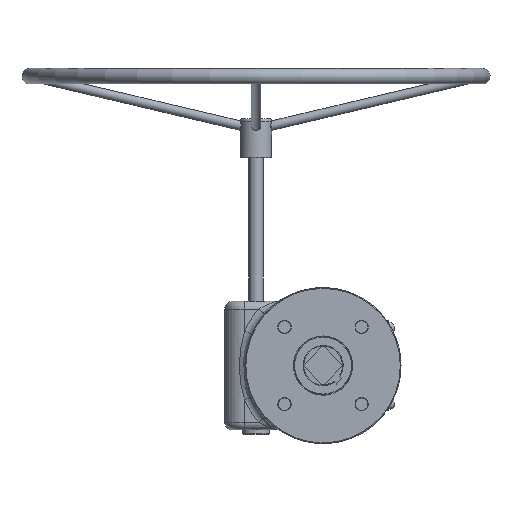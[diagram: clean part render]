
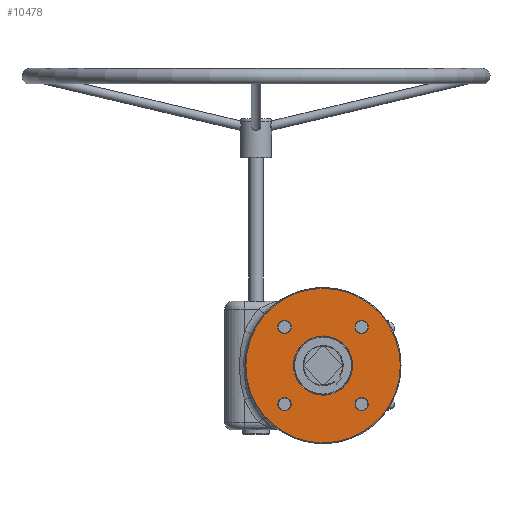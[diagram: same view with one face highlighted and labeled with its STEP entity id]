
A CAD part, front view. The second image highlights one B-rep face of the part: STEP entity #10478.
In plain terms, the highlighted face is planar.
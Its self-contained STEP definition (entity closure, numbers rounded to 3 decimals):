
#113=FACE_BOUND('',#3235,.T.);
#114=FACE_BOUND('',#3236,.T.);
#115=FACE_BOUND('',#3237,.T.);
#116=FACE_BOUND('',#3238,.T.);
#117=FACE_BOUND('',#3239,.T.);
#388=PLANE('',#11071);
#2631=FACE_OUTER_BOUND('',#3234,.T.);
#3234=EDGE_LOOP('',(#8510));
#3235=EDGE_LOOP('',(#8511));
#3236=EDGE_LOOP('',(#8512));
#3237=EDGE_LOOP('',(#8513));
#3238=EDGE_LOOP('',(#8514));
#3239=EDGE_LOOP('',(#8515));
#3842=CIRCLE('',#11068,8.5);
#3845=CIRCLE('',#11072,99.);
#3846=CIRCLE('',#11073,8.5);
#3847=CIRCLE('',#11074,8.5);
#3848=CIRCLE('',#11075,38.);
#3849=CIRCLE('',#11076,8.5);
#4760=VERTEX_POINT('',#18839);
#4763=VERTEX_POINT('',#18847);
#4764=VERTEX_POINT('',#18849);
#4765=VERTEX_POINT('',#18851);
#4766=VERTEX_POINT('',#18853);
#4767=VERTEX_POINT('',#18855);
#6058=EDGE_CURVE('',#4760,#4760,#3842,.T.);
#6062=EDGE_CURVE('',#4763,#4763,#3845,.T.);
#6063=EDGE_CURVE('',#4764,#4764,#3846,.T.);
#6064=EDGE_CURVE('',#4765,#4765,#3847,.T.);
#6065=EDGE_CURVE('',#4766,#4766,#3848,.T.);
#6066=EDGE_CURVE('',#4767,#4767,#3849,.T.);
#8510=ORIENTED_EDGE('',*,*,#6062,.F.);
#8511=ORIENTED_EDGE('',*,*,#6063,.F.);
#8512=ORIENTED_EDGE('',*,*,#6064,.F.);
#8513=ORIENTED_EDGE('',*,*,#6065,.F.);
#8514=ORIENTED_EDGE('',*,*,#6066,.F.);
#8515=ORIENTED_EDGE('',*,*,#6058,.F.);
#10478=ADVANCED_FACE('',(#2631,#113,#114,#115,#116,#117),#388,.T.);
#11068=AXIS2_PLACEMENT_3D('',#18840,#12796,#12797);
#11071=AXIS2_PLACEMENT_3D('',#18846,#12803,#12804);
#11072=AXIS2_PLACEMENT_3D('',#18848,#12805,#12806);
#11073=AXIS2_PLACEMENT_3D('',#18850,#12807,#12808);
#11074=AXIS2_PLACEMENT_3D('',#18852,#12809,#12810);
#11075=AXIS2_PLACEMENT_3D('',#18854,#12811,#12812);
#11076=AXIS2_PLACEMENT_3D('',#18856,#12813,#12814);
#12796=DIRECTION('center_axis',(0.,1.,0.));
#12797=DIRECTION('ref_axis',(-1.,0.,0.));
#12803=DIRECTION('center_axis',(0.,1.,0.));
#12804=DIRECTION('ref_axis',(0.,0.,1.));
#12805=DIRECTION('center_axis',(0.,-1.,0.));
#12806=DIRECTION('ref_axis',(1.,0.,0.));
#12807=DIRECTION('center_axis',(0.,1.,0.));
#12808=DIRECTION('ref_axis',(-1.,0.,0.));
#12809=DIRECTION('center_axis',(0.,1.,0.));
#12810=DIRECTION('ref_axis',(-1.,0.,0.));
#12811=DIRECTION('center_axis',(0.,1.,0.));
#12812=DIRECTION('ref_axis',(-1.,0.,0.));
#12813=DIRECTION('center_axis',(0.,1.,0.));
#12814=DIRECTION('ref_axis',(-1.,0.,0.));
#18839=CARTESIAN_POINT('',(-40.997,15.95,-49.497));
#18840=CARTESIAN_POINT('Origin',(-49.497,15.95,-49.497));
#18846=CARTESIAN_POINT('Origin',(0.,15.95,0.));
#18847=CARTESIAN_POINT('',(0.,15.95,-99.));
#18848=CARTESIAN_POINT('Origin',(0.,15.95,0.));
#18849=CARTESIAN_POINT('',(57.997,15.95,49.497));
#18850=CARTESIAN_POINT('Origin',(49.497,15.95,49.497));
#18851=CARTESIAN_POINT('',(-40.997,15.95,49.497));
#18852=CARTESIAN_POINT('Origin',(-49.497,15.95,49.497));
#18853=CARTESIAN_POINT('',(38.,15.95,0.));
#18854=CARTESIAN_POINT('Origin',(0.,15.95,0.));
#18855=CARTESIAN_POINT('',(57.997,15.95,-49.497));
#18856=CARTESIAN_POINT('Origin',(49.497,15.95,-49.497));
